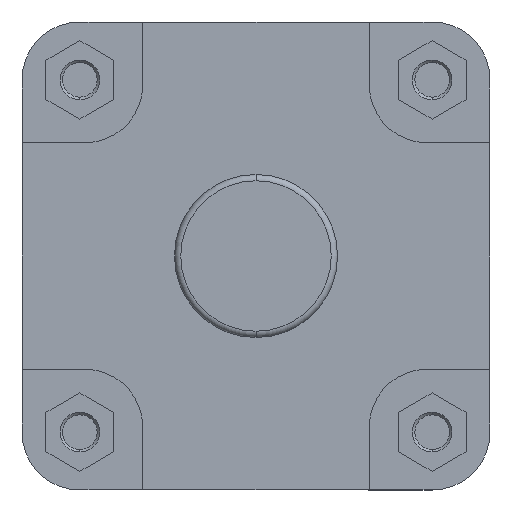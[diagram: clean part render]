
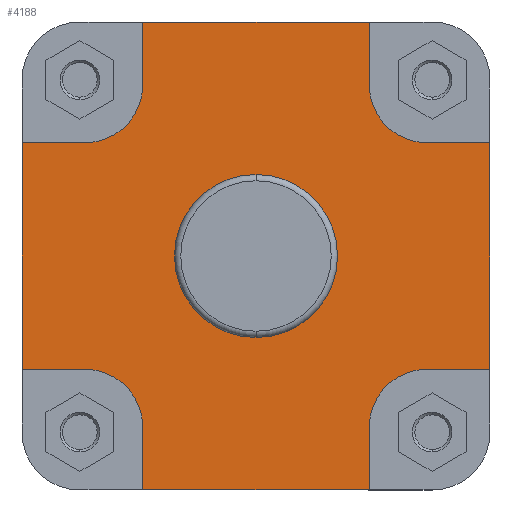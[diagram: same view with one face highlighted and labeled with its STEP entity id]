
A CAD part, left-side view. The second image highlights one B-rep face of the part: STEP entity #4188.
In plain terms, the highlighted planar face has unit normal (-1, 0, 0).
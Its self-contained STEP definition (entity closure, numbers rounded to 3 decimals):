
#756 = CARTESIAN_POINT ( 'NONE',  ( 55., 32.4, 0. ) ) ;
#767 = PLANE ( 'NONE',  #2352 ) ;
#768 = DIRECTION ( 'NONE',  ( 1., 0., 0. ) ) ;
#769 = DIRECTION ( 'NONE',  ( 0., 0., -1. ) ) ;
#911 = CARTESIAN_POINT ( 'NONE',  ( 55., -45., -93. ) ) ;
#957 = CARTESIAN_POINT ( 'NONE',  ( 55., 93., -45. ) ) ;
#962 = CARTESIAN_POINT ( 'NONE',  ( 55., 68., -45. ) ) ;
#964 = CARTESIAN_POINT ( 'NONE',  ( 55., 93., 45. ) ) ;
#995 = CARTESIAN_POINT ( 'NONE',  ( 55., 45., 68. ) ) ;
#1008 = CARTESIAN_POINT ( 'NONE',  ( 55., 45., 93. ) ) ;
#1021 = CARTESIAN_POINT ( 'NONE',  ( 55., 0., -32.4 ) ) ;
#1026 = CARTESIAN_POINT ( 'NONE',  ( 55., 0., 32.4 ) ) ;
#1052 = CARTESIAN_POINT ( 'NONE',  ( 55., -93., -45. ) ) ;
#1136 = CARTESIAN_POINT ( 'NONE',  ( 55., -45., 68. ) ) ;
#1156 = CARTESIAN_POINT ( 'NONE',  ( 55., -93., 45. ) ) ;
#1158 = CARTESIAN_POINT ( 'NONE',  ( 55., -68., -45. ) ) ;
#1159 = CARTESIAN_POINT ( 'NONE',  ( 55., 45., -68. ) ) ;
#1160 = CARTESIAN_POINT ( 'NONE',  ( 55., -68., 45. ) ) ;
#1161 = CARTESIAN_POINT ( 'NONE',  ( 55., -45., -68. ) ) ;
#1174 = CARTESIAN_POINT ( 'NONE',  ( 55., -45., 93. ) ) ;
#1182 = CARTESIAN_POINT ( 'NONE',  ( 55., 68., 45. ) ) ;
#1187 = CARTESIAN_POINT ( 'NONE',  ( 55., 45., -93. ) ) ;
#1373 = ORIENTED_EDGE ( 'NONE', *, *, #1560, .F. ) ;
#1419 = EDGE_CURVE ( 'NONE', #4893, #4820, #2831, .T. ) ;
#1435 = EDGE_CURVE ( 'NONE', #4664, #4669, #2867, .T. ) ;
#1499 = EDGE_CURVE ( 'NONE', #4696, #4819, #2969, .T. ) ;
#1500 = EDGE_CURVE ( 'NONE', #4696, #4817, #2955, .T. ) ;
#1511 = EDGE_CURVE ( 'NONE', #4822, #4817, #2987, .T. ) ;
#1512 = EDGE_CURVE ( 'NONE', #4893, #4418, #2974, .T. ) ;
#1552 = EDGE_CURVE ( 'NONE', #4563, #4838, #3058, .T. ) ;
#1554 = EDGE_CURVE ( 'NONE', #4823, #4418, #3062, .T. ) ;
#1556 = EDGE_CURVE ( 'NONE', #4849, #4547, #3068, .T. ) ;
#1558 = EDGE_CURVE ( 'NONE', #4547, #4563, #3053, .T. ) ;
#1559 = EDGE_CURVE ( 'NONE', #4838, #4790, #3056, .T. ) ;
#1560 = EDGE_CURVE ( 'NONE', #4487, #4849, #3065, .T. ) ;
#1562 = EDGE_CURVE ( 'NONE', #4483, #4475, #3075, .T. ) ;
#1566 = EDGE_CURVE ( 'NONE', #4790, #4822, #3086, .T. ) ;
#1583 = EDGE_CURVE ( 'NONE', #4820, #4483, #3116, .T. ) ;
#1585 = EDGE_CURVE ( 'NONE', #4475, #4487, #3114, .T. ) ;
#1594 = EDGE_CURVE ( 'NONE', #4669, #4664, #3134, .T. ) ;
#1644 = EDGE_CURVE ( 'NONE', #4819, #4823, #3223, .T. ) ;
#1936 = AXIS2_PLACEMENT_3D ( 'NONE', #5163, #5168, #5167 ) ;
#1972 = AXIS2_PLACEMENT_3D ( 'NONE', #5217, #4931, #5181 ) ;
#1977 = AXIS2_PLACEMENT_3D ( 'NONE', #4789, #4856, #4750 ) ;
#1980 = AXIS2_PLACEMENT_3D ( 'NONE', #5009, #4478, #4727 ) ;
#1987 = AXIS2_PLACEMENT_3D ( 'NONE', #4589, #4653, #4641 ) ;
#1994 = AXIS2_PLACEMENT_3D ( 'NONE', #7216, #7151, #7153 ) ;
#2352 = AXIS2_PLACEMENT_3D ( 'NONE', #756, #768, #769 ) ;
#2433 = ORIENTED_EDGE ( 'NONE', *, *, #1562, .F. ) ;
#2434 = ORIENTED_EDGE ( 'NONE', *, *, #1419, .F. ) ;
#2502 = ORIENTED_EDGE ( 'NONE', *, *, #1512, .T. ) ;
#2511 = ORIENTED_EDGE ( 'NONE', *, *, #1594, .F. ) ;
#2522 = ORIENTED_EDGE ( 'NONE', *, *, #1500, .T. ) ;
#2523 = ORIENTED_EDGE ( 'NONE', *, *, #1556, .F. ) ;
#2549 = ORIENTED_EDGE ( 'NONE', *, *, #1552, .F. ) ;
#2569 = ORIENTED_EDGE ( 'NONE', *, *, #1644, .F. ) ;
#2661 = ORIENTED_EDGE ( 'NONE', *, *, #1585, .F. ) ;
#2692 = ORIENTED_EDGE ( 'NONE', *, *, #1511, .F. ) ;
#2695 = ORIENTED_EDGE ( 'NONE', *, *, #1559, .F. ) ;
#2702 = ORIENTED_EDGE ( 'NONE', *, *, #1583, .F. ) ;
#2719 = ORIENTED_EDGE ( 'NONE', *, *, #1558, .F. ) ;
#2748 = ORIENTED_EDGE ( 'NONE', *, *, #1499, .F. ) ;
#2751 = ORIENTED_EDGE ( 'NONE', *, *, #1566, .F. ) ;
#2829 = VECTOR ( 'NONE', #5127, 1000. ) ;
#2831 = LINE ( 'NONE', #5119, #2829 ) ;
#2867 = CIRCLE ( 'NONE', #1936, 32.4 ) ;
#2955 = LINE ( 'NONE', #4985, #2971 ) ;
#2969 = LINE ( 'NONE', #4993, #2970 ) ;
#2970 = VECTOR ( 'NONE', #4991, 1000. ) ;
#2971 = VECTOR ( 'NONE', #4941, 1000. ) ;
#2974 = LINE ( 'NONE', #4926, #2993 ) ;
#2987 = LINE ( 'NONE', #4914, #2991 ) ;
#2991 = VECTOR ( 'NONE', #4925, 1000. ) ;
#2993 = VECTOR ( 'NONE', #4927, 1000. ) ;
#3051 = VECTOR ( 'NONE', #5232, 1000. ) ;
#3053 = LINE ( 'NONE', #4852, #3069 ) ;
#3056 = LINE ( 'NONE', #4816, #3070 ) ;
#3058 = LINE ( 'NONE', #5173, #3051 ) ;
#3062 = LINE ( 'NONE', #4874, #3063 ) ;
#3063 = VECTOR ( 'NONE', #4809, 1000. ) ;
#3065 = LINE ( 'NONE', #4846, #3071 ) ;
#3068 = CIRCLE ( 'NONE', #1977, 23. ) ;
#3069 = VECTOR ( 'NONE', #4842, 1000. ) ;
#3070 = VECTOR ( 'NONE', #4811, 1000. ) ;
#3071 = VECTOR ( 'NONE', #5150, 1000. ) ;
#3072 = VECTOR ( 'NONE', #5222, 1000. ) ;
#3075 = LINE ( 'NONE', #4943, #3072 ) ;
#3086 = CIRCLE ( 'NONE', #1972, 23. ) ;
#3114 = LINE ( 'NONE', #4509, #3117 ) ;
#3116 = CIRCLE ( 'NONE', #1980, 23. ) ;
#3117 = VECTOR ( 'NONE', #4486, 1000. ) ;
#3134 = CIRCLE ( 'NONE', #1987, 32.4 ) ;
#3223 = CIRCLE ( 'NONE', #1994, 23. ) ;
#3648 = ORIENTED_EDGE ( 'NONE', *, *, #1435, .F. ) ;
#3954 = ORIENTED_EDGE ( 'NONE', *, *, #1554, .F. ) ;
#4188 = ADVANCED_FACE ( 'NONE', ( #6998, #6991 ), #767, .F. ) ;
#4418 = VERTEX_POINT ( 'NONE', #911 ) ;
#4475 = VERTEX_POINT ( 'NONE', #957 ) ;
#4478 = DIRECTION ( 'NONE',  ( -1., 0., 0. ) ) ;
#4483 = VERTEX_POINT ( 'NONE', #962 ) ;
#4486 = DIRECTION ( 'NONE',  ( 0., 0., 1. ) ) ;
#4487 = VERTEX_POINT ( 'NONE', #964 ) ;
#4509 = CARTESIAN_POINT ( 'NONE',  ( 55., 93., 0. ) ) ;
#4547 = VERTEX_POINT ( 'NONE', #995 ) ;
#4563 = VERTEX_POINT ( 'NONE', #1008 ) ;
#4589 = CARTESIAN_POINT ( 'NONE',  ( 55., 0., 0. ) ) ;
#4641 = DIRECTION ( 'NONE',  ( 0., 0., 1. ) ) ;
#4653 = DIRECTION ( 'NONE',  ( -1., 0., 0. ) ) ;
#4664 = VERTEX_POINT ( 'NONE', #1021 ) ;
#4669 = VERTEX_POINT ( 'NONE', #1026 ) ;
#4696 = VERTEX_POINT ( 'NONE', #1052 ) ;
#4727 = DIRECTION ( 'NONE',  ( 0., 0., -1. ) ) ;
#4750 = DIRECTION ( 'NONE',  ( 0., 0., -1. ) ) ;
#4789 = CARTESIAN_POINT ( 'NONE',  ( 55., 68., 68. ) ) ;
#4790 = VERTEX_POINT ( 'NONE', #1136 ) ;
#4809 = DIRECTION ( 'NONE',  ( 0., 0., -1. ) ) ;
#4811 = DIRECTION ( 'NONE',  ( 0., 0., -1. ) ) ;
#4816 = CARTESIAN_POINT ( 'NONE',  ( 55., -45., 93. ) ) ;
#4817 = VERTEX_POINT ( 'NONE', #1156 ) ;
#4819 = VERTEX_POINT ( 'NONE', #1158 ) ;
#4820 = VERTEX_POINT ( 'NONE', #1159 ) ;
#4822 = VERTEX_POINT ( 'NONE', #1160 ) ;
#4823 = VERTEX_POINT ( 'NONE', #1161 ) ;
#4838 = VERTEX_POINT ( 'NONE', #1174 ) ;
#4842 = DIRECTION ( 'NONE',  ( 0., 0., 1. ) ) ;
#4846 = CARTESIAN_POINT ( 'NONE',  ( 55., 93., 45. ) ) ;
#4849 = VERTEX_POINT ( 'NONE', #1182 ) ;
#4852 = CARTESIAN_POINT ( 'NONE',  ( 55., 45., 68. ) ) ;
#4856 = DIRECTION ( 'NONE',  ( -1., 0., 0. ) ) ;
#4874 = CARTESIAN_POINT ( 'NONE',  ( 55., -45., -68. ) ) ;
#4893 = VERTEX_POINT ( 'NONE', #1187 ) ;
#4914 = CARTESIAN_POINT ( 'NONE',  ( 55., -68., 45. ) ) ;
#4925 = DIRECTION ( 'NONE',  ( 0., -1., 0. ) ) ;
#4926 = CARTESIAN_POINT ( 'NONE',  ( 55., -204.741, -93. ) ) ;
#4927 = DIRECTION ( 'NONE',  ( 0., -1., 0. ) ) ;
#4931 = DIRECTION ( 'NONE',  ( -1., 0., 0. ) ) ;
#4941 = DIRECTION ( 'NONE',  ( 0., 0., 1. ) ) ;
#4943 = CARTESIAN_POINT ( 'NONE',  ( 55., 68., -45. ) ) ;
#4985 = CARTESIAN_POINT ( 'NONE',  ( 55., -93., 0. ) ) ;
#4991 = DIRECTION ( 'NONE',  ( 0., 1., 0. ) ) ;
#4993 = CARTESIAN_POINT ( 'NONE',  ( 55., -93., -45. ) ) ;
#5009 = CARTESIAN_POINT ( 'NONE',  ( 55., 68., -68. ) ) ;
#5119 = CARTESIAN_POINT ( 'NONE',  ( 55., 45., -93. ) ) ;
#5127 = DIRECTION ( 'NONE',  ( 0., 0., 1. ) ) ;
#5150 = DIRECTION ( 'NONE',  ( 0., -1., 0. ) ) ;
#5163 = CARTESIAN_POINT ( 'NONE',  ( 55., 0., 0. ) ) ;
#5167 = DIRECTION ( 'NONE',  ( 0., 0., 1. ) ) ;
#5168 = DIRECTION ( 'NONE',  ( -1., 0., 0. ) ) ;
#5173 = CARTESIAN_POINT ( 'NONE',  ( 55., -204.741, 93. ) ) ;
#5181 = DIRECTION ( 'NONE',  ( 0., 0., -1. ) ) ;
#5217 = CARTESIAN_POINT ( 'NONE',  ( 55., -68., 68. ) ) ;
#5222 = DIRECTION ( 'NONE',  ( 0., 1., 0. ) ) ;
#5232 = DIRECTION ( 'NONE',  ( 0., -1., 0. ) ) ;
#6349 = EDGE_LOOP ( 'NONE', ( #2511, #3648 ) ) ;
#6408 = EDGE_LOOP ( 'NONE', ( #2502, #3954, #2569, #2748, #2522, #2692, #2751, #2695, #2549, #2719, #2523, #1373, #2661, #2433, #2702, #2434 ) ) ;
#6991 = FACE_OUTER_BOUND ( 'NONE', #6408, .T. ) ;
#6998 = FACE_BOUND ( 'NONE', #6349, .T. ) ;
#7151 = DIRECTION ( 'NONE',  ( -1., 0., 0. ) ) ;
#7153 = DIRECTION ( 'NONE',  ( 0., 0., -1. ) ) ;
#7216 = CARTESIAN_POINT ( 'NONE',  ( 55., -68., -68. ) ) ;
